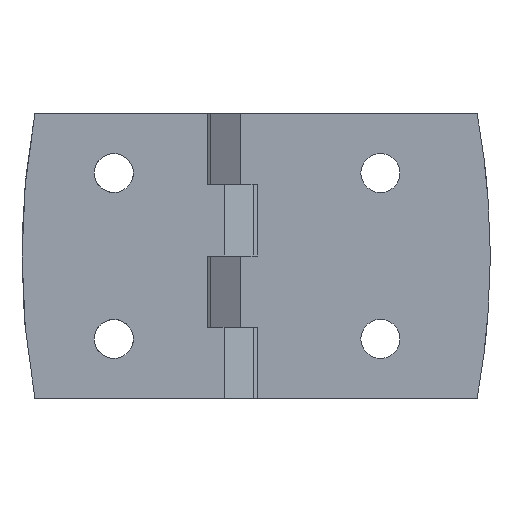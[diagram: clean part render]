
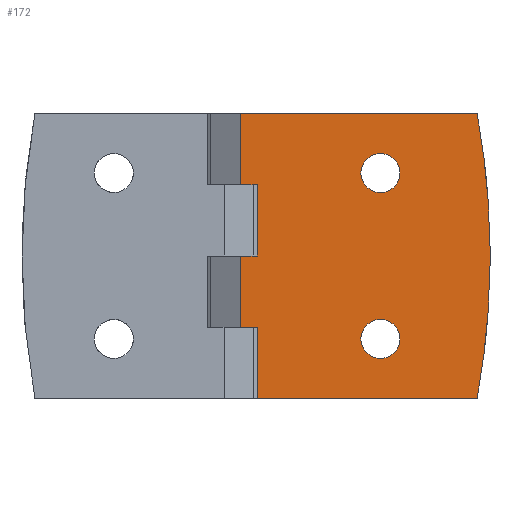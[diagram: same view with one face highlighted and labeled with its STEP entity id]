
A CAD part, front view. The second image highlights one B-rep face of the part: STEP entity #172.
In plain terms, the highlighted planar face has unit normal (0, -1, 0).
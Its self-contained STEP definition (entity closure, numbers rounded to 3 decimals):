
#172 = ADVANCED_FACE( '', ( #339, #340, #341 ), #342, .F. );
#339 = FACE_BOUND( '', #529, .T. );
#340 = FACE_BOUND( '', #530, .T. );
#341 = FACE_OUTER_BOUND( '', #531, .T. );
#342 = PLANE( '', #532 );
#529 = EDGE_LOOP( '', ( #799 ) );
#530 = EDGE_LOOP( '', ( #800 ) );
#531 = EDGE_LOOP( '', ( #801, #802, #803, #804, #805, #806, #807, #808, #809, #810, #811, #812 ) );
#532 = AXIS2_PLACEMENT_3D( '', #813, #814, #815 );
#799 = ORIENTED_EDGE( '', *, *, #1103, .T. );
#800 = ORIENTED_EDGE( '', *, *, #1113, .T. );
#801 = ORIENTED_EDGE( '', *, *, #1100, .T. );
#802 = ORIENTED_EDGE( '', *, *, #1122, .T. );
#803 = ORIENTED_EDGE( '', *, *, #1152, .T. );
#804 = ORIENTED_EDGE( '', *, *, #1153, .T. );
#805 = ORIENTED_EDGE( '', *, *, #1154, .F. );
#806 = ORIENTED_EDGE( '', *, *, #1155, .T. );
#807 = ORIENTED_EDGE( '', *, *, #1156, .F. );
#808 = ORIENTED_EDGE( '', *, *, #1117, .T. );
#809 = ORIENTED_EDGE( '', *, *, #1157, .T. );
#810 = ORIENTED_EDGE( '', *, *, #1158, .F. );
#811 = ORIENTED_EDGE( '', *, *, #1075, .F. );
#812 = ORIENTED_EDGE( '', *, *, #1069, .T. );
#813 = CARTESIAN_POINT( '', ( 1.4, -9., 24. ) );
#814 = DIRECTION( '', ( 0., 1., 0. ) );
#815 = DIRECTION( '', ( 0., 0., 1. ) );
#1069 = EDGE_CURVE( '', #1237, #1235, #1238, .T. );
#1075 = EDGE_CURVE( '', #1237, #1246, #1247, .T. );
#1100 = EDGE_CURVE( '', #1235, #1288, #1290, .T. );
#1103 = EDGE_CURVE( '', #1294, #1294, #1295, .T. );
#1113 = EDGE_CURVE( '', #1311, #1311, #1312, .T. );
#1117 = EDGE_CURVE( '', #1319, #1317, #1320, .T. );
#1122 = EDGE_CURVE( '', #1288, #1325, #1327, .T. );
#1152 = EDGE_CURVE( '', #1325, #1375, #1376, .T. );
#1153 = EDGE_CURVE( '', #1375, #1377, #1378, .F. );
#1154 = EDGE_CURVE( '', #1379, #1377, #1380, .T. );
#1155 = EDGE_CURVE( '', #1379, #1381, #1382, .F. );
#1156 = EDGE_CURVE( '', #1319, #1381, #1383, .T. );
#1157 = EDGE_CURVE( '', #1317, #1384, #1385, .T. );
#1158 = EDGE_CURVE( '', #1246, #1384, #1386, .T. );
#1235 = VERTEX_POINT( '', #1483 );
#1237 = VERTEX_POINT( '', #1486 );
#1238 = LINE( '', #1487, #1488 );
#1246 = VERTEX_POINT( '', #1497 );
#1247 = LINE( '', #1498, #1499 );
#1288 = VERTEX_POINT( '', #1549 );
#1290 = LINE( '', #1552, #1553 );
#1294 = VERTEX_POINT( '', #1557 );
#1295 = CIRCLE( '', #1558, 3.3 );
#1311 = VERTEX_POINT( '', #1584 );
#1312 = CIRCLE( '', #1585, 3.3 );
#1317 = VERTEX_POINT( '', #1591 );
#1319 = VERTEX_POINT( '', #1594 );
#1320 = LINE( '', #1595, #1596 );
#1325 = VERTEX_POINT( '', #1603 );
#1327 = LINE( '', #1606, #1607 );
#1375 = VERTEX_POINT( '', #1920 );
#1376 = LINE( '', #1921, #1922 );
#1377 = VERTEX_POINT( '', #1923 );
#1378 = CIRCLE( '', #1924, 133.512 );
#1379 = VERTEX_POINT( '', #1925 );
#1380 = LINE( '', #1926, #1927 );
#1381 = VERTEX_POINT( '', #1928 );
#1382 = CIRCLE( '', #1929, 133.512 );
#1383 = LINE( '', #1930, #1931 );
#1384 = VERTEX_POINT( '', #1932 );
#1385 = LINE( '', #1933, #1934 );
#1386 = LINE( '', #1935, #1936 );
#1483 = CARTESIAN_POINT( '', ( 1.4, -9., -12. ) );
#1486 = CARTESIAN_POINT( '', ( 1.4, -9., 0. ) );
#1487 = CARTESIAN_POINT( '', ( 1.4, -9., 24. ) );
#1488 = VECTOR( '', #2120, 1000. );
#1497 = CARTESIAN_POINT( '', ( 4.2, -9., 0. ) );
#1498 = CARTESIAN_POINT( '', ( 1.4, -9., 0. ) );
#1499 = VECTOR( '', #2128, 1000. );
#1549 = CARTESIAN_POINT( '', ( 4.2, -9., -12. ) );
#1552 = CARTESIAN_POINT( '', ( 1.4, -9., -12. ) );
#1553 = VECTOR( '', #2169, 1000. );
#1557 = CARTESIAN_POINT( '', ( 25., -9., -10.7 ) );
#1558 = AXIS2_PLACEMENT_3D( '', #2173, #2174, #2175 );
#1584 = CARTESIAN_POINT( '', ( 25., -9., 17.3 ) );
#1585 = AXIS2_PLACEMENT_3D( '', #2187, #2188, #2189 );
#1591 = CARTESIAN_POINT( '', ( 1.4, -9., 12. ) );
#1594 = CARTESIAN_POINT( '', ( 1.4, -9., 24. ) );
#1595 = CARTESIAN_POINT( '', ( 1.4, -9., 24. ) );
#1596 = VECTOR( '', #2192, 1000. );
#1603 = CARTESIAN_POINT( '', ( 4.2, -9., -24. ) );
#1606 = CARTESIAN_POINT( '', ( 4.2, -9., 24. ) );
#1607 = VECTOR( '', #2196, 1000. );
#1920 = CARTESIAN_POINT( '', ( 41.325, -9., -24. ) );
#1921 = CARTESIAN_POINT( '', ( 1.4, -9., -24. ) );
#1922 = VECTOR( '', #2235, 1000. );
#1923 = CARTESIAN_POINT( '', ( 43.49, -9., -1.634 ) );
#1924 = AXIS2_PLACEMENT_3D( '', #2236, #2237, #2238 );
#1925 = CARTESIAN_POINT( '', ( 43.49, -9., 1.634 ) );
#1926 = CARTESIAN_POINT( '', ( 43.49, -9., 24. ) );
#1927 = VECTOR( '', #2239, 1000. );
#1928 = CARTESIAN_POINT( '', ( 41.325, -9., 24. ) );
#1929 = AXIS2_PLACEMENT_3D( '', #2240, #2241, #2242 );
#1930 = CARTESIAN_POINT( '', ( 1.4, -9., 24. ) );
#1931 = VECTOR( '', #2243, 1000. );
#1932 = CARTESIAN_POINT( '', ( 4.2, -9., 12. ) );
#1933 = CARTESIAN_POINT( '', ( 1.4, -9., 12. ) );
#1934 = VECTOR( '', #2244, 1000. );
#1935 = CARTESIAN_POINT( '', ( 4.2, -9., 24. ) );
#1936 = VECTOR( '', #2245, 1000. );
#2120 = DIRECTION( '', ( 0., 0., -1. ) );
#2128 = DIRECTION( '', ( 1., 0., 0. ) );
#2169 = DIRECTION( '', ( 1., 0., 0. ) );
#2173 = CARTESIAN_POINT( '', ( 25., -9., -14. ) );
#2174 = DIRECTION( '', ( 0., 1., 0. ) );
#2175 = DIRECTION( '', ( 0., 0., 1. ) );
#2187 = CARTESIAN_POINT( '', ( 25., -9., 14. ) );
#2188 = DIRECTION( '', ( 0., 1., 0. ) );
#2189 = DIRECTION( '', ( 0., 0., 1. ) );
#2192 = DIRECTION( '', ( 0., 0., -1. ) );
#2196 = DIRECTION( '', ( 0., 0., -1. ) );
#2235 = DIRECTION( '', ( 1., 0., 0. ) );
#2236 = CARTESIAN_POINT( '', ( -90.012, -9., 0. ) );
#2237 = DIRECTION( '', ( 0., 1., 0. ) );
#2238 = DIRECTION( '', ( 0., 0., 1. ) );
#2239 = DIRECTION( '', ( 0., 0., -1. ) );
#2240 = CARTESIAN_POINT( '', ( -90.012, -9., 0. ) );
#2241 = DIRECTION( '', ( 0., 1., 0. ) );
#2242 = DIRECTION( '', ( 0., 0., 1. ) );
#2243 = DIRECTION( '', ( 1., 0., 0. ) );
#2244 = DIRECTION( '', ( 1., 0., 0. ) );
#2245 = DIRECTION( '', ( 0., 0., 1. ) );
